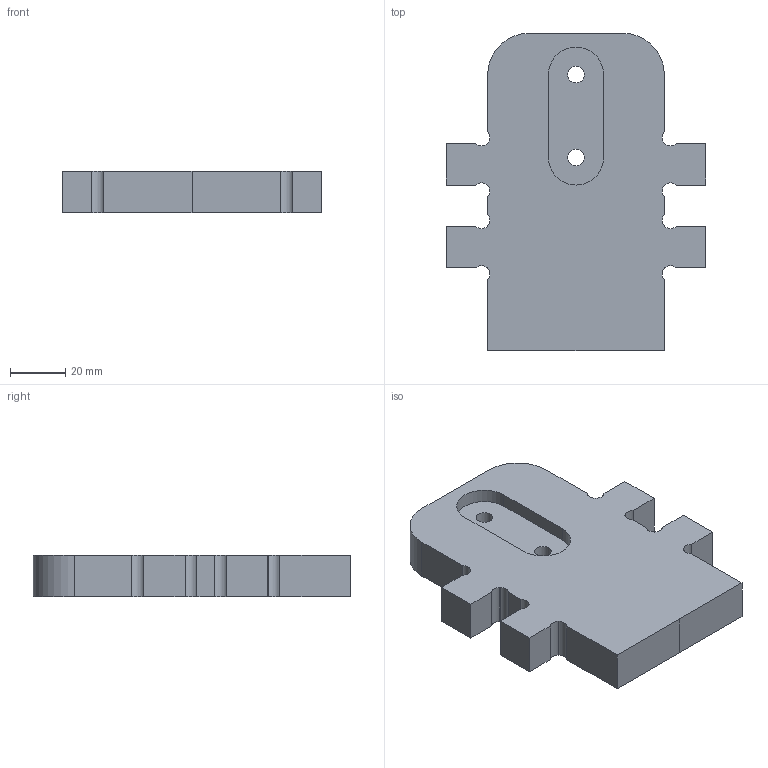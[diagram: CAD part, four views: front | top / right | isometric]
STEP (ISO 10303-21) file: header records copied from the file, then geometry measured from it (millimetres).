
FILE_DESCRIPTION(/* description */ (''),/* implementation_level */ '2;1');
FILE_NAME(/* name */ 'Bohrer Fu.step',/* time_stamp */ '2024-07-31T12:00:22+02:00',/* author */ (''),/* organization */ (''),/* preprocessor_version */ 'ST-DEVELOPER v20',/* originating_system */ 'Autodesk Translation Framework v13.14.0.145',/* authorisation */ '');
FILE_SCHEMA (('AUTOMOTIVE_DESIGN { 1 0 10303 214 3 1 1 }'));
Length unit declared in the file: millimetre
Products named in the file (2): Bohrer MB; Fuß
Assembly tree (1 placements, depth 2):
  Bohrer MB
    Fuß
Bounding box: 94 x 115 x 15 mm (x, y, z)
Volume: 116771.8 mm3; surface area: 24207.1 mm2
Topology: 1 solids, 1 shells, 64 faces, 183 edges, 122 vertices
Faces by surface type: plane 42, cylinder 22
Full cylindrical faces by diameter (mm): 6.01 x2
Entity records: 2159 total; most frequent: CARTESIAN_POINT 372, ORIENTED_EDGE 366, DIRECTION 361, EDGE_CURVE 183, LINE 139, VECTOR 139, VERTEX_POINT 122, AXIS2_PLACEMENT_3D 111
